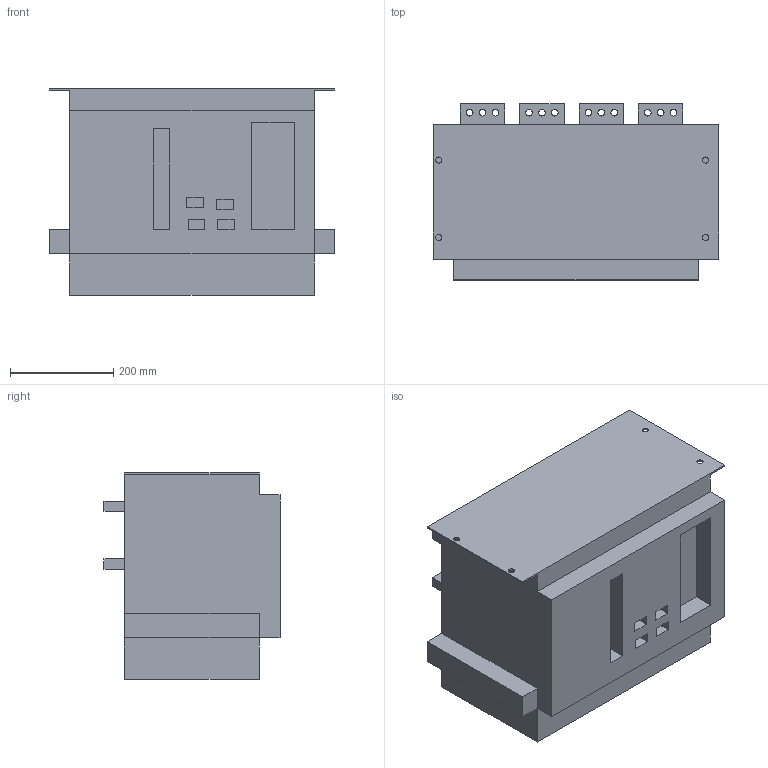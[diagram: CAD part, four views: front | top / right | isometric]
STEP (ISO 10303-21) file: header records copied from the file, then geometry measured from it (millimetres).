
FILE_DESCRIPTION((''),'2;1');
FILE_NAME('NXA-32-G-1600-2500-4S','2019-04-25T',('wqli'),(''),'CREO PARAMETRIC BY PTC INC, 2015480','CREO PARAMETRIC BY PTC INC, 2015480','');
FILE_SCHEMA(('CONFIG_CONTROL_DESIGN'));
Length unit declared in the file: millimetre
Products named in the file (1): NXA-32-G-1600-2500-4S
Bounding box: 554 x 341 x 400 mm (x, y, z)
Volume: 55317089.8 mm3; surface area: 1125948.5 mm2
Topology: 1 solids, 1 shells, 150 faces, 396 edges, 262 vertices
Faces by surface type: plane 94, cylinder 56
Entity records: 4794 total; most frequent: DIRECTION 808, CARTESIAN_POINT 808, ORIENTED_EDGE 792, EDGE_CURVE 396, VECTOR 284, LINE 284, AXIS2_PLACEMENT_3D 262, VERTEX_POINT 262
